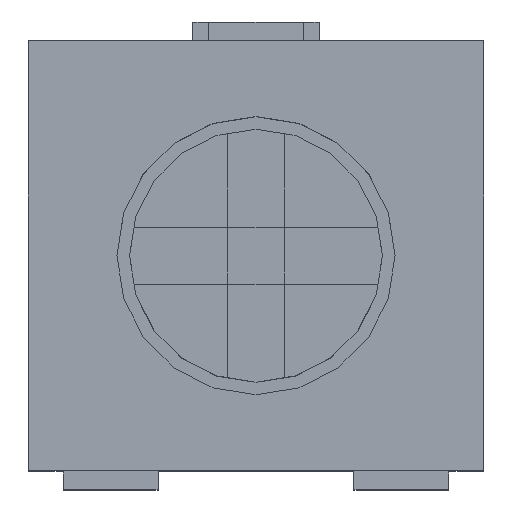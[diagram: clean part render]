
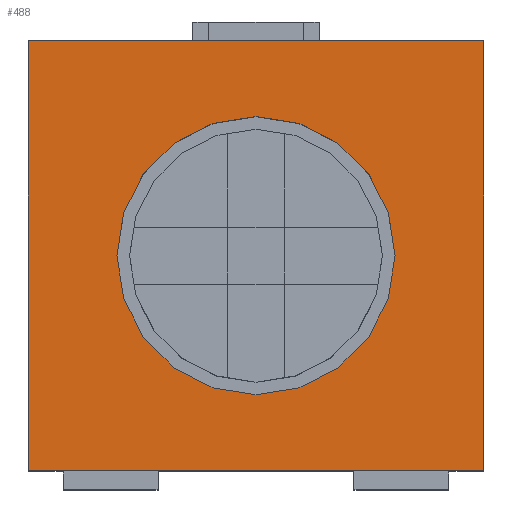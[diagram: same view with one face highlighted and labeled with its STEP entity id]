
A CAD part, top view. The second image highlights one B-rep face of the part: STEP entity #488.
In plain terms, the highlighted planar face has unit normal (0, 0, 1).
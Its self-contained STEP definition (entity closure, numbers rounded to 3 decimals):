
#211 = EDGE_CURVE('',#212,#214,#216,.T.);
#212 = VERTEX_POINT('',#213);
#213 = CARTESIAN_POINT('',(-1.8,1.7,2.1));
#214 = VERTEX_POINT('',#215);
#215 = CARTESIAN_POINT('',(1.8,1.7,2.1));
#216 = LINE('',#217,#218);
#217 = CARTESIAN_POINT('',(-1.8,1.7,2.1));
#218 = VECTOR('',#219,1.);
#219 = DIRECTION('',(1.,0.,0.));
#488 = ADVANCED_FACE('',(#489,#514),#676,.T.);
#489 = FACE_BOUND('',#490,.T.);
#490 = EDGE_LOOP('',(#491,#492,#500,#508));
#491 = ORIENTED_EDGE('',*,*,#211,.F.);
#492 = ORIENTED_EDGE('',*,*,#493,.T.);
#493 = EDGE_CURVE('',#212,#494,#496,.T.);
#494 = VERTEX_POINT('',#495);
#495 = CARTESIAN_POINT('',(-1.8,-1.7,2.1));
#496 = LINE('',#497,#498);
#497 = CARTESIAN_POINT('',(-1.8,1.7,2.1));
#498 = VECTOR('',#499,1.);
#499 = DIRECTION('',(0.,-1.,0.));
#500 = ORIENTED_EDGE('',*,*,#501,.T.);
#501 = EDGE_CURVE('',#494,#502,#504,.T.);
#502 = VERTEX_POINT('',#503);
#503 = CARTESIAN_POINT('',(1.8,-1.7,2.1));
#504 = LINE('',#505,#506);
#505 = CARTESIAN_POINT('',(-1.8,-1.7,2.1));
#506 = VECTOR('',#507,1.);
#507 = DIRECTION('',(1.,0.,0.));
#508 = ORIENTED_EDGE('',*,*,#509,.F.);
#509 = EDGE_CURVE('',#214,#502,#510,.T.);
#510 = LINE('',#511,#512);
#511 = CARTESIAN_POINT('',(1.8,1.7,2.1));
#512 = VECTOR('',#513,1.);
#513 = DIRECTION('',(0.,-1.,0.));
#514 = FACE_BOUND('',#515,.T.);
#515 = EDGE_LOOP('',(#516,#526,#534,#542,#550,#558,#566,#574,#582,#590,
    #598,#606,#614,#622,#630,#638,#646,#654,#662,#670));
#516 = ORIENTED_EDGE('',*,*,#517,.T.);
#517 = EDGE_CURVE('',#518,#520,#522,.T.);
#518 = VERTEX_POINT('',#519);
#519 = CARTESIAN_POINT('',(0.647,-0.89,2.1));
#520 = VERTEX_POINT('',#521);
#521 = CARTESIAN_POINT('',(0.34,-1.046,2.1));
#522 = LINE('',#523,#524);
#523 = CARTESIAN_POINT('',(0.046,-1.196,2.1));
#524 = VECTOR('',#525,1.);
#525 = DIRECTION('',(-0.891,-0.454,0.));
#526 = ORIENTED_EDGE('',*,*,#527,.T.);
#527 = EDGE_CURVE('',#520,#528,#530,.T.);
#528 = VERTEX_POINT('',#529);
#529 = CARTESIAN_POINT('',(0.,-1.1,2.1));
#530 = LINE('',#531,#532);
#531 = CARTESIAN_POINT('',(-0.662,-1.205,2.1));
#532 = VECTOR('',#533,1.);
#533 = DIRECTION('',(-0.988,-0.156,0.));
#534 = ORIENTED_EDGE('',*,*,#535,.T.);
#535 = EDGE_CURVE('',#528,#536,#538,.T.);
#536 = VERTEX_POINT('',#537);
#537 = CARTESIAN_POINT('',(-0.34,-1.046,2.1));
#538 = LINE('',#539,#540);
#539 = CARTESIAN_POINT('',(-1.264,-0.9,2.1));
#540 = VECTOR('',#541,1.);
#541 = DIRECTION('',(-0.988,0.156,0.));
#542 = ORIENTED_EDGE('',*,*,#543,.T.);
#543 = EDGE_CURVE('',#536,#544,#546,.T.);
#544 = VERTEX_POINT('',#545);
#545 = CARTESIAN_POINT('',(-0.647,-0.89,2.1));
#546 = LINE('',#547,#548);
#547 = CARTESIAN_POINT('',(-1.628,-0.39,2.1));
#548 = VECTOR('',#549,1.);
#549 = DIRECTION('',(-0.891,0.454,0.));
#550 = ORIENTED_EDGE('',*,*,#551,.T.);
#551 = EDGE_CURVE('',#544,#552,#554,.T.);
#552 = VERTEX_POINT('',#553);
#553 = CARTESIAN_POINT('',(-0.89,-0.647,2.1));
#554 = LINE('',#555,#556);
#555 = CARTESIAN_POINT('',(-1.704,0.168,2.1));
#556 = VECTOR('',#557,1.);
#557 = DIRECTION('',(-0.707,0.707,0.));
#558 = ORIENTED_EDGE('',*,*,#559,.T.);
#559 = EDGE_CURVE('',#552,#560,#562,.T.);
#560 = VERTEX_POINT('',#561);
#561 = CARTESIAN_POINT('',(-1.046,-0.34,2.1));
#562 = LINE('',#563,#564);
#563 = CARTESIAN_POINT('',(-1.536,0.622,2.1));
#564 = VECTOR('',#565,1.);
#565 = DIRECTION('',(-0.454,0.891,0.));
#566 = ORIENTED_EDGE('',*,*,#567,.T.);
#567 = EDGE_CURVE('',#560,#568,#570,.T.);
#568 = VERTEX_POINT('',#569);
#569 = CARTESIAN_POINT('',(-1.1,0.,2.1));
#570 = LINE('',#571,#572);
#571 = CARTESIAN_POINT('',(-1.24,0.883,2.1));
#572 = VECTOR('',#573,1.);
#573 = DIRECTION('',(-0.156,0.988,0.));
#574 = ORIENTED_EDGE('',*,*,#575,.T.);
#575 = EDGE_CURVE('',#568,#576,#578,.T.);
#576 = VERTEX_POINT('',#577);
#577 = CARTESIAN_POINT('',(-1.046,0.34,2.1));
#578 = LINE('',#579,#580);
#579 = CARTESIAN_POINT('',(-0.95,0.945,2.1));
#580 = VECTOR('',#581,1.);
#581 = DIRECTION('',(0.156,0.988,0.));
#582 = ORIENTED_EDGE('',*,*,#583,.T.);
#583 = EDGE_CURVE('',#576,#584,#586,.T.);
#584 = VERTEX_POINT('',#585);
#585 = CARTESIAN_POINT('',(-0.89,0.647,2.1));
#586 = LINE('',#587,#588);
#587 = CARTESIAN_POINT('',(-0.771,0.881,2.1));
#588 = VECTOR('',#589,1.);
#589 = DIRECTION('',(0.454,0.891,0.));
#590 = ORIENTED_EDGE('',*,*,#591,.T.);
#591 = EDGE_CURVE('',#584,#592,#594,.T.);
#592 = VERTEX_POINT('',#593);
#593 = CARTESIAN_POINT('',(-0.647,0.89,2.1));
#594 = LINE('',#595,#596);
#595 = CARTESIAN_POINT('',(-0.732,0.804,2.1));
#596 = VECTOR('',#597,1.);
#597 = DIRECTION('',(0.707,0.707,0.));
#598 = ORIENTED_EDGE('',*,*,#599,.T.);
#599 = EDGE_CURVE('',#592,#600,#602,.T.);
#600 = VERTEX_POINT('',#601);
#601 = CARTESIAN_POINT('',(-0.34,1.046,2.1));
#602 = LINE('',#603,#604);
#603 = CARTESIAN_POINT('',(-0.787,0.818,2.1));
#604 = VECTOR('',#605,1.);
#605 = DIRECTION('',(0.891,0.454,0.));
#606 = ORIENTED_EDGE('',*,*,#607,.T.);
#607 = EDGE_CURVE('',#600,#608,#610,.T.);
#608 = VERTEX_POINT('',#609);
#609 = CARTESIAN_POINT('',(0.,1.1,2.1));
#610 = LINE('',#611,#612);
#611 = CARTESIAN_POINT('',(-0.832,0.968,2.1));
#612 = VECTOR('',#613,1.);
#613 = DIRECTION('',(0.988,0.156,0.));
#614 = ORIENTED_EDGE('',*,*,#615,.T.);
#615 = EDGE_CURVE('',#608,#616,#618,.T.);
#616 = VERTEX_POINT('',#617);
#617 = CARTESIAN_POINT('',(0.34,1.046,2.1));
#618 = LINE('',#619,#620);
#619 = CARTESIAN_POINT('',(-0.754,1.219,2.1));
#620 = VECTOR('',#621,1.);
#621 = DIRECTION('',(0.988,-0.156,0.));
#622 = ORIENTED_EDGE('',*,*,#623,.T.);
#623 = EDGE_CURVE('',#616,#624,#626,.T.);
#624 = VERTEX_POINT('',#625);
#625 = CARTESIAN_POINT('',(0.647,0.89,2.1));
#626 = LINE('',#627,#628);
#627 = CARTESIAN_POINT('',(-0.488,1.468,2.1));
#628 = VECTOR('',#629,1.);
#629 = DIRECTION('',(0.891,-0.454,0.));
#630 = ORIENTED_EDGE('',*,*,#631,.T.);
#631 = EDGE_CURVE('',#624,#632,#634,.T.);
#632 = VERTEX_POINT('',#633);
#633 = CARTESIAN_POINT('',(0.89,0.647,2.1));
#634 = LINE('',#635,#636);
#635 = CARTESIAN_POINT('',(-0.046,1.582,2.1));
#636 = VECTOR('',#637,1.);
#637 = DIRECTION('',(0.707,-0.707,0.));
#638 = ORIENTED_EDGE('',*,*,#639,.T.);
#639 = EDGE_CURVE('',#632,#640,#642,.T.);
#640 = VERTEX_POINT('',#641);
#641 = CARTESIAN_POINT('',(1.046,0.34,2.1));
#642 = LINE('',#643,#644);
#643 = CARTESIAN_POINT('',(0.478,1.455,2.1));
#644 = VECTOR('',#645,1.);
#645 = DIRECTION('',(0.454,-0.891,0.));
#646 = ORIENTED_EDGE('',*,*,#647,.T.);
#647 = EDGE_CURVE('',#640,#648,#650,.T.);
#648 = VERTEX_POINT('',#649);
#649 = CARTESIAN_POINT('',(1.1,0.,2.1));
#650 = LINE('',#651,#652);
#651 = CARTESIAN_POINT('',(0.933,1.053,2.1));
#652 = VECTOR('',#653,1.);
#653 = DIRECTION('',(0.156,-0.988,0.));
#654 = ORIENTED_EDGE('',*,*,#655,.T.);
#655 = EDGE_CURVE('',#648,#656,#658,.T.);
#656 = VERTEX_POINT('',#657);
#657 = CARTESIAN_POINT('',(1.046,-0.34,2.1));
#658 = LINE('',#659,#660);
#659 = CARTESIAN_POINT('',(1.169,0.435,2.1));
#660 = VECTOR('',#661,1.);
#661 = DIRECTION('',(-0.156,-0.988,0.));
#662 = ORIENTED_EDGE('',*,*,#663,.T.);
#663 = EDGE_CURVE('',#656,#664,#666,.T.);
#664 = VERTEX_POINT('',#665);
#665 = CARTESIAN_POINT('',(0.89,-0.647,2.1));
#666 = LINE('',#667,#668);
#667 = CARTESIAN_POINT('',(1.087,-0.259,2.1));
#668 = VECTOR('',#669,1.);
#669 = DIRECTION('',(-0.454,-0.891,0.));
#670 = ORIENTED_EDGE('',*,*,#671,.T.);
#671 = EDGE_CURVE('',#664,#518,#672,.T.);
#672 = LINE('',#673,#674);
#673 = CARTESIAN_POINT('',(0.682,-0.854,2.1));
#674 = VECTOR('',#675,1.);
#675 = DIRECTION('',(-0.707,-0.707,0.));
#676 = PLANE('',#677);
#677 = AXIS2_PLACEMENT_3D('',#678,#679,#680);
#678 = CARTESIAN_POINT('',(-1.8,1.7,2.1));
#679 = DIRECTION('',(0.,0.,1.));
#680 = DIRECTION('',(0.,-1.,0.));
